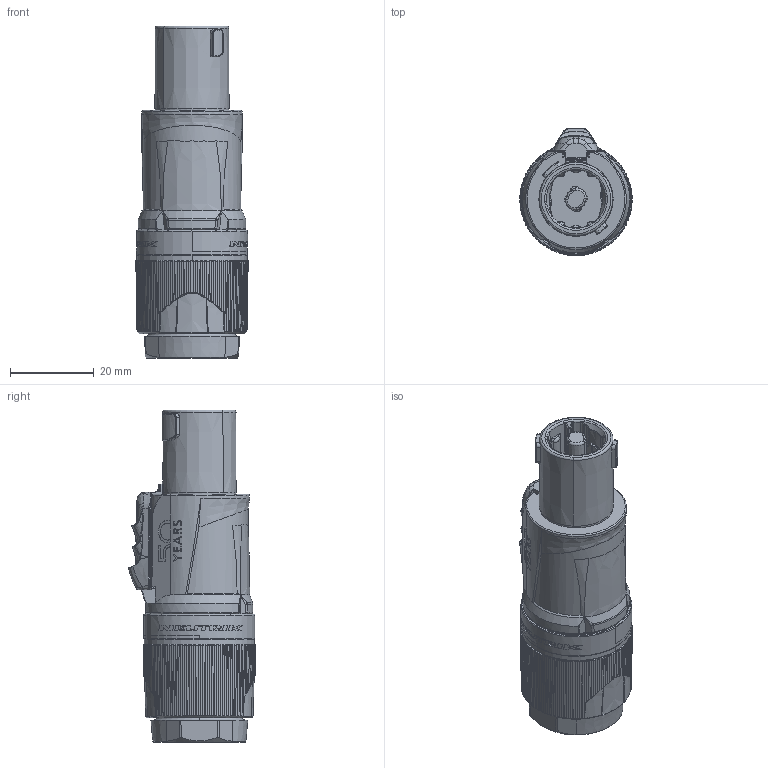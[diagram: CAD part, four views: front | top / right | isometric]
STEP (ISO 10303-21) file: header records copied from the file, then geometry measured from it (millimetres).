
FILE_DESCRIPTION((''),'2;1');
FILE_NAME('30012438','2025-04-08T16:36:25',('SYSTEM'),(''),'CREO PARAMETRIC BY PTC INC, 2023424','CREO PARAMETRIC BY PTC INC, 2023424','');
FILE_SCHEMA(('CONFIG_CONTROL_DESIGN'));
Products named in the file (1): 30012438
Bounding box: 26.83 x 30.34 x 79.25 mm (x, y, z)
Volume: 32548.7 mm3; surface area: 8569.4 mm2
Topology: 1 solids, 1 shells, 2295 faces, 5826 edges, 3602 vertices
Faces by surface type: plane 1010, bspline 499, extrusion 295, cone 177, cylinder 172, torus 106, sphere 36
Entity records: 97512 total; most frequent: CARTESIAN_POINT 48854, ORIENTED_EDGE 11640, DIRECTION 7549, EDGE_CURVE 5820, VERTEX_POINT 3602, B_SPLINE_CURVE_WITH_KNOTS 2925, AXIS2_PLACEMENT_3D 2563, VECTOR 2423
